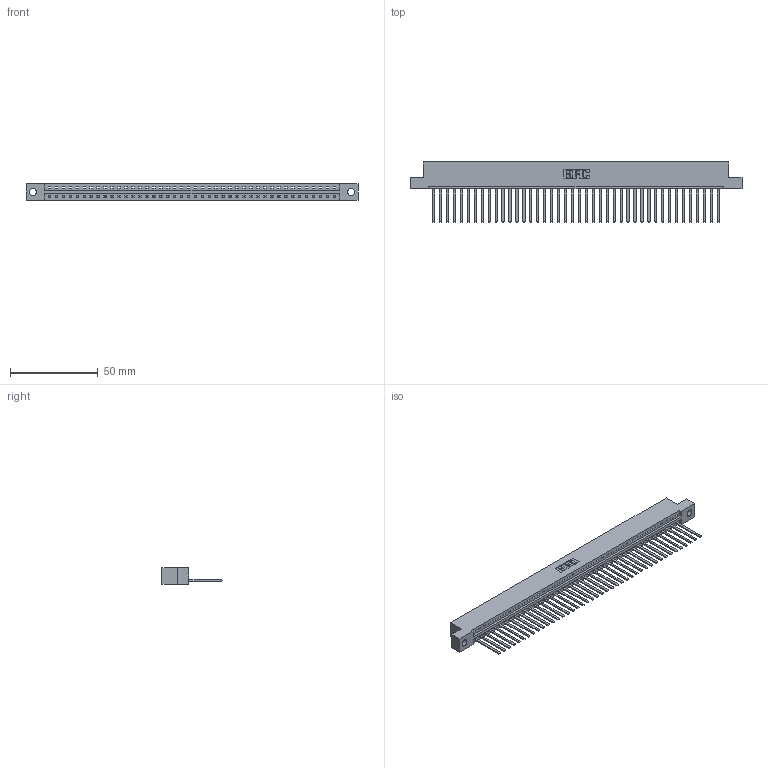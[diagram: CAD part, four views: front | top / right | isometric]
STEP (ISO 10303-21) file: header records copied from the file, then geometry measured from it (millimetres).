
FILE_DESCRIPTION (( 'STEP AP203' ), '1' );
FILE_NAME ('337-042-544-104.STEP', '2018-08-09T00:58:58', ( '' ), ( '' ), 'SwSTEP 2.0', 'SolidWorks 2016', '' );
FILE_SCHEMA (( 'CONFIG_CONTROL_DESIGN' ));
Length unit declared in the file: inch
Products named in the file (3): 337 Part_Flush Mounting Lugs - 0.156 Dia-TH; 345-292-001_345-293-144; 337-042-544-104
Assembly tree (43 placements, depth 2):
  337-042-544-104
    337 Part_Flush Mounting Lugs - 0.156 Dia-TH
    345-292-001_345-293-144  x42
Bounding box: 189.43 x 34.3 x 9.4 mm (x, y, z)
Volume: 20087 mm3; surface area: 22152.3 mm2
Topology: 43 solids, 43 shells, 2466 faces, 7451 edges, 4910 vertices
Faces by surface type: plane 1834, cylinder 632
Entity records: 31039 total; most frequent: CARTESIAN_POINT 5412, ORIENTED_EDGE 5390, DIRECTION 4551, EDGE_CURVE 2695, LINE 2571, VECTOR 2571, VERTEX_POINT 1794, AXIS2_PLACEMENT_3D 990
